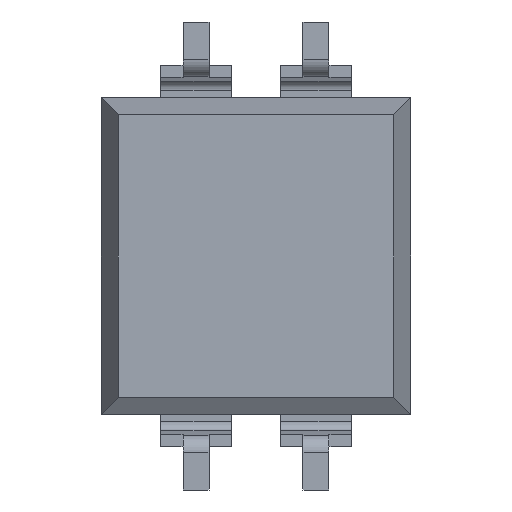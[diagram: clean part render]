
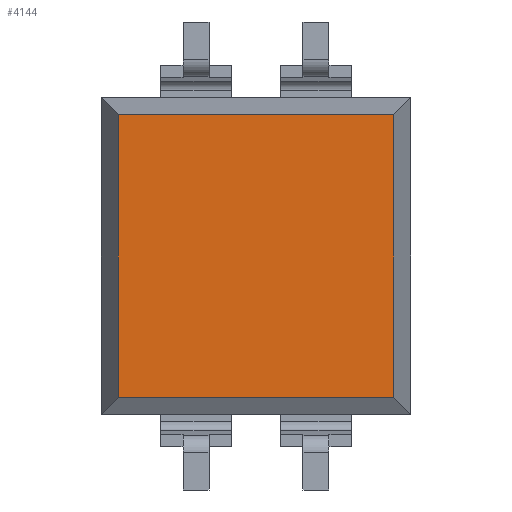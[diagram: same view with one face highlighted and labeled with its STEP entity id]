
A CAD part, front view. The second image highlights one B-rep face of the part: STEP entity #4144.
In plain terms, the highlighted planar face has unit normal (0, -1, 0).
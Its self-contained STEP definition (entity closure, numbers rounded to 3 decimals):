
#117 = PLANE ( 'NONE',  #3784 ) ;
#170 = EDGE_CURVE ( 'NONE', #1290, #1009, #4875, .T. ) ;
#308 = ORIENTED_EDGE ( 'NONE', *, *, #2764, .F. ) ;
#573 = DIRECTION ( 'NONE',  ( 0., 1., 0. ) ) ;
#610 = LINE ( 'NONE', #1282, #1825 ) ;
#699 = VECTOR ( 'NONE', #3645, 1000. ) ;
#739 = ORIENTED_EDGE ( 'NONE', *, *, #3524, .F. ) ;
#1009 = VERTEX_POINT ( 'NONE', #2137 ) ;
#1282 = CARTESIAN_POINT ( 'NONE',  ( 0., -1.35, 2.988 ) ) ;
#1290 = VERTEX_POINT ( 'NONE', #1299 ) ;
#1299 = CARTESIAN_POINT ( 'NONE',  ( 2.913, -1.35, -2.988 ) ) ;
#1825 = VECTOR ( 'NONE', #4984, 1000. ) ;
#1913 = LINE ( 'NONE', #2302, #699 ) ;
#2105 = CARTESIAN_POINT ( 'NONE',  ( -2.913, -1.35, 2.988 ) ) ;
#2137 = CARTESIAN_POINT ( 'NONE',  ( -2.913, -1.35, -2.988 ) ) ;
#2174 = VECTOR ( 'NONE', #3290, 1000. ) ;
#2302 = CARTESIAN_POINT ( 'NONE',  ( 2.913, -1.35, 0. ) ) ;
#2764 = EDGE_CURVE ( 'NONE', #5682, #4681, #610, .T. ) ;
#2819 = DIRECTION ( 'NONE',  ( 0., 0., 1. ) ) ;
#2932 = DIRECTION ( 'NONE',  ( 0., 0., 1. ) ) ;
#3276 = FACE_OUTER_BOUND ( 'NONE', #5169, .T. ) ;
#3290 = DIRECTION ( 'NONE',  ( -1., 0., 0. ) ) ;
#3346 = CARTESIAN_POINT ( 'NONE',  ( -2.913, -1.35, 0. ) ) ;
#3524 = EDGE_CURVE ( 'NONE', #1009, #5682, #4847, .T. ) ;
#3615 = VECTOR ( 'NONE', #2932, 1000. ) ;
#3645 = DIRECTION ( 'NONE',  ( 0., 0., -1. ) ) ;
#3684 = CARTESIAN_POINT ( 'NONE',  ( 2.913, -1.35, 2.988 ) ) ;
#3784 = AXIS2_PLACEMENT_3D ( 'NONE', #5112, #573, #2819 ) ;
#4144 = ADVANCED_FACE ( 'NONE', ( #3276 ), #117, .F. ) ;
#4173 = CARTESIAN_POINT ( 'NONE',  ( 0., -1.35, -2.988 ) ) ;
#4564 = EDGE_CURVE ( 'NONE', #4681, #1290, #1913, .T. ) ;
#4681 = VERTEX_POINT ( 'NONE', #3684 ) ;
#4847 = LINE ( 'NONE', #3346, #3615 ) ;
#4875 = LINE ( 'NONE', #4173, #2174 ) ;
#4984 = DIRECTION ( 'NONE',  ( 1., 0., 0. ) ) ;
#5112 = CARTESIAN_POINT ( 'NONE',  ( 0., -1.35, 0. ) ) ;
#5169 = EDGE_LOOP ( 'NONE', ( #739, #5286, #5896, #308 ) ) ;
#5286 = ORIENTED_EDGE ( 'NONE', *, *, #170, .F. ) ;
#5682 = VERTEX_POINT ( 'NONE', #2105 ) ;
#5896 = ORIENTED_EDGE ( 'NONE', *, *, #4564, .F. ) ;
